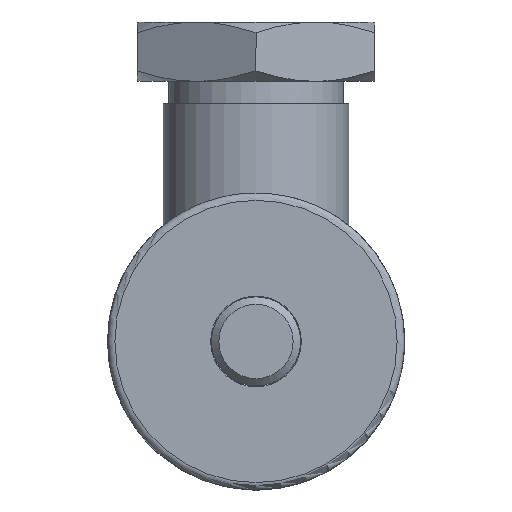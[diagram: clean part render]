
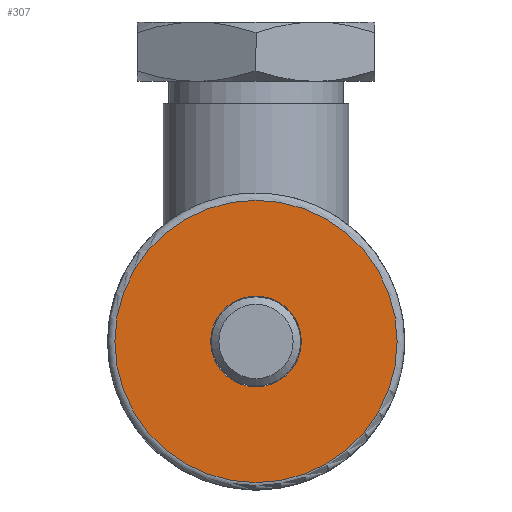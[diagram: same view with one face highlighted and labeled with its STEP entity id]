
A CAD part, left-side view. The second image highlights one B-rep face of the part: STEP entity #307.
In plain terms, the highlighted planar face has unit normal (-1, 0, 0).
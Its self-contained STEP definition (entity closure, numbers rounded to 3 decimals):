
#307 = ADVANCED_FACE( '', ( #449, #450 ), #451, .F. );
#449 = FACE_OUTER_BOUND( '', #701, .T. );
#450 = FACE_BOUND( '', #702, .T. );
#451 = PLANE( '', #703 );
#701 = EDGE_LOOP( '', ( #1073 ) );
#702 = EDGE_LOOP( '', ( #1074 ) );
#703 = AXIS2_PLACEMENT_3D( '', #1075, #1076, #1077 );
#1073 = ORIENTED_EDGE( '', *, *, #1488, .T. );
#1074 = ORIENTED_EDGE( '', *, *, #1493, .T. );
#1075 = CARTESIAN_POINT( '', ( -25., 0., 0. ) );
#1076 = DIRECTION( '', ( 1., 0., 0. ) );
#1077 = DIRECTION( '', ( 0., 1., 0. ) );
#1488 = EDGE_CURVE( '', #1684, #1684, #1685, .F. );
#1493 = EDGE_CURVE( '', #1693, #1693, #1694, .T. );
#1684 = VERTEX_POINT( '', #2092 );
#1685 = CIRCLE( '', #2093, 19. );
#1693 = VERTEX_POINT( '', #2110 );
#1694 = CIRCLE( '', #2111, 6.1 );
#2092 = CARTESIAN_POINT( '', ( -25., 19., 0. ) );
#2093 = AXIS2_PLACEMENT_3D( '', #2840, #2841, #2842 );
#2110 = CARTESIAN_POINT( '', ( -25., 6.1, 0. ) );
#2111 = AXIS2_PLACEMENT_3D( '', #2852, #2853, #2854 );
#2840 = CARTESIAN_POINT( '', ( -25., 0., 0. ) );
#2841 = DIRECTION( '', ( 1., 0., 0. ) );
#2842 = DIRECTION( '', ( 0., 1., 0. ) );
#2852 = CARTESIAN_POINT( '', ( -25., 0., 0. ) );
#2853 = DIRECTION( '', ( 1., 0., 0. ) );
#2854 = DIRECTION( '', ( 0., 1., 0. ) );
